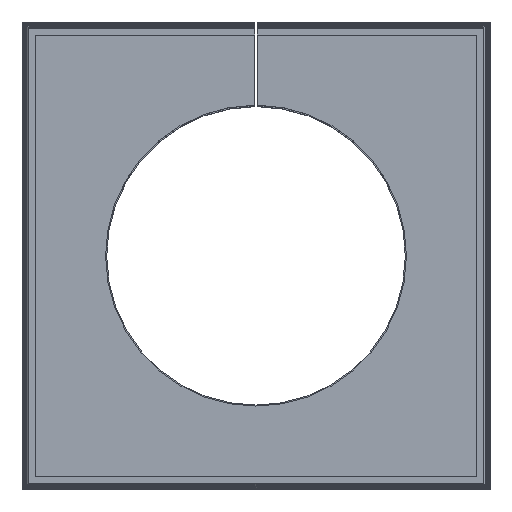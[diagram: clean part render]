
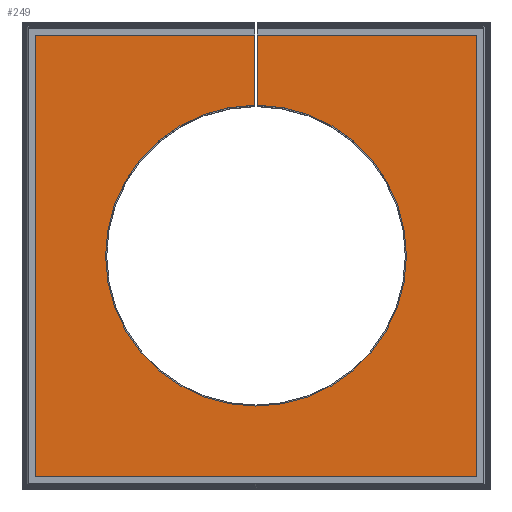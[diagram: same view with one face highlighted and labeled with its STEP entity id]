
A CAD part, top view. The second image highlights one B-rep face of the part: STEP entity #249.
In plain terms, the highlighted planar face has unit normal (0, 0, 1).
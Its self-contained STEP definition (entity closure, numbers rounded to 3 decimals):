
#59=CIRCLE('',#2123,13.5);
#249=ADVANCED_FACE('',(#443),#346,.T.);
#346=PLANE('',#2124);
#443=FACE_OUTER_BOUND('',#561,.T.);
#561=EDGE_LOOP('',(#994,#995,#996,#997,#998,#999,#1000,#1001));
#994=ORIENTED_EDGE('',*,*,#1567,.F.);
#995=ORIENTED_EDGE('',*,*,#1568,.T.);
#996=ORIENTED_EDGE('',*,*,#1569,.T.);
#997=ORIENTED_EDGE('',*,*,#1570,.T.);
#998=ORIENTED_EDGE('',*,*,#1571,.T.);
#999=ORIENTED_EDGE('',*,*,#1374,.T.);
#1000=ORIENTED_EDGE('',*,*,#1572,.T.);
#1001=ORIENTED_EDGE('',*,*,#1573,.F.);
#1184=VERTEX_POINT('',#2670);
#1186=VERTEX_POINT('',#2673);
#1306=VERTEX_POINT('',#3621);
#1307=VERTEX_POINT('',#3622);
#1308=VERTEX_POINT('',#3624);
#1309=VERTEX_POINT('',#3626);
#1310=VERTEX_POINT('',#3628);
#1311=VERTEX_POINT('',#3631);
#1374=EDGE_CURVE('',#1186,#1184,#1660,.T.);
#1567=EDGE_CURVE('',#1306,#1307,#1790,.T.);
#1568=EDGE_CURVE('',#1306,#1308,#1791,.T.);
#1569=EDGE_CURVE('',#1308,#1309,#1792,.T.);
#1570=EDGE_CURVE('',#1309,#1310,#1793,.T.);
#1571=EDGE_CURVE('',#1310,#1186,#1794,.T.);
#1572=EDGE_CURVE('',#1184,#1311,#1795,.T.);
#1573=EDGE_CURVE('',#1307,#1311,#59,.T.);
#1660=LINE('',#2672,#1862);
#1790=LINE('',#3620,#2004);
#1791=LINE('',#3623,#2005);
#1792=LINE('',#3625,#2006);
#1793=LINE('',#3627,#2007);
#1794=LINE('',#3629,#2008);
#1795=LINE('',#3630,#2009);
#1862=VECTOR('',#2209,1.);
#2004=VECTOR('',#2487,1.);
#2005=VECTOR('',#2488,1.);
#2006=VECTOR('',#2489,1.);
#2007=VECTOR('',#2490,1.);
#2008=VECTOR('',#2491,1.);
#2009=VECTOR('',#2492,1.);
#2123=AXIS2_PLACEMENT_3D('',#3632,#2493,#2494);
#2124=AXIS2_PLACEMENT_3D('',#3633,#2495,#2496);
#2209=DIRECTION('',(-1.,0.,0.));
#2487=DIRECTION('',(0.,-1.,0.));
#2488=DIRECTION('',(-1.,0.,0.));
#2489=DIRECTION('',(0.,-1.,0.));
#2490=DIRECTION('',(1.,0.,0.));
#2491=DIRECTION('',(0.,1.,0.));
#2492=DIRECTION('',(0.,-1.,0.));
#2493=DIRECTION('',(0.,0.,1.));
#2494=DIRECTION('',(1.,0.,0.));
#2495=DIRECTION('',(0.,0.,1.));
#2496=DIRECTION('',(-1.,0.,0.));
#2670=CARTESIAN_POINT('',(0.1,19.8,17.7));
#2672=CARTESIAN_POINT('',(19.8,19.8,17.7));
#2673=CARTESIAN_POINT('',(19.8,19.8,17.7));
#3620=CARTESIAN_POINT('',(-0.1,0.,17.7));
#3621=CARTESIAN_POINT('',(-0.1,19.8,17.7));
#3622=CARTESIAN_POINT('',(-0.1,13.5,17.7));
#3623=CARTESIAN_POINT('',(19.8,19.8,17.7));
#3624=CARTESIAN_POINT('',(-19.8,19.8,17.7));
#3625=CARTESIAN_POINT('',(-19.8,19.8,17.7));
#3626=CARTESIAN_POINT('',(-19.8,-19.8,17.7));
#3627=CARTESIAN_POINT('',(-19.8,-19.8,17.7));
#3628=CARTESIAN_POINT('',(19.8,-19.8,17.7));
#3629=CARTESIAN_POINT('',(19.8,-19.8,17.7));
#3630=CARTESIAN_POINT('',(0.1,0.,17.7));
#3631=CARTESIAN_POINT('',(0.1,13.5,17.7));
#3632=CARTESIAN_POINT('',(0.,0.,17.7));
#3633=CARTESIAN_POINT('',(0.,0.,17.7));
